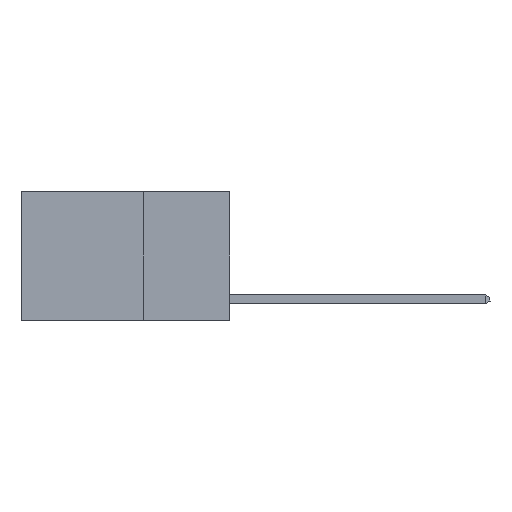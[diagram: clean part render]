
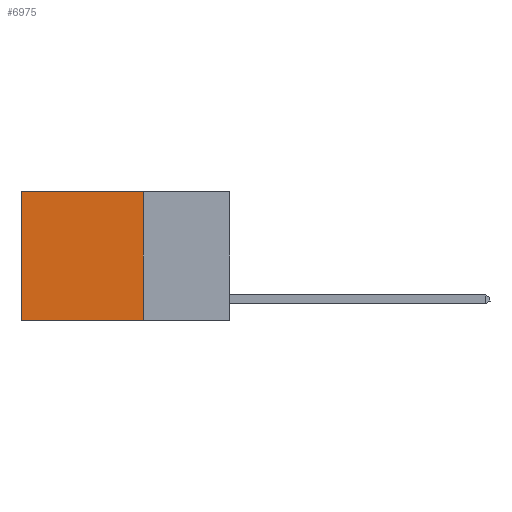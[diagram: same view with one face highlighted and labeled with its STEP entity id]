
A CAD part, left-side view. The second image highlights one B-rep face of the part: STEP entity #6975.
In plain terms, the highlighted planar face has unit normal (-1, 0, 0).
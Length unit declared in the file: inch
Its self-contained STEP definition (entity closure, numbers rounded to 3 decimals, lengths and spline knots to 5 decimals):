
#321 = LINE ( 'NONE', #15265, #4042 ) ;
#1550 = VECTOR ( 'NONE', #19762, 39.37008 ) ;
#1614 = DIRECTION ( 'NONE',  ( 0., 1., 0. ) ) ;
#2478 = DIRECTION ( 'NONE',  ( 1., 0., 0. ) ) ;
#3682 = VECTOR ( 'NONE', #9008, 39.37008 ) ;
#4042 = VECTOR ( 'NONE', #18352, 39.37008 ) ;
#5044 = VERTEX_POINT ( 'NONE', #12775 ) ;
#5876 = VERTEX_POINT ( 'NONE', #12467 ) ;
#6340 = ORIENTED_EDGE ( 'NONE', *, *, #13413, .F. ) ;
#6975 = ADVANCED_FACE ( 'NONE', ( #17182 ), #7149, .F. ) ;
#7149 = PLANE ( 'NONE',  #7659 ) ;
#7659 = AXIS2_PLACEMENT_3D ( 'NONE', #11893, #2478, #13456 ) ;
#8213 = EDGE_CURVE ( 'NONE', #5876, #12532, #15665, .T. ) ;
#8249 = VERTEX_POINT ( 'NONE', #16867 ) ;
#9008 = DIRECTION ( 'NONE',  ( 0., 0., -1. ) ) ;
#9942 = LINE ( 'NONE', #18187, #1550 ) ;
#11232 = CARTESIAN_POINT ( 'NONE',  ( 0.2625, 0.25, -0.37 ) ) ;
#11822 = ORIENTED_EDGE ( 'NONE', *, *, #8213, .F. ) ;
#11893 = CARTESIAN_POINT ( 'NONE',  ( 0.2625, 0.25, 0. ) ) ;
#11923 = ORIENTED_EDGE ( 'NONE', *, *, #19126, .T. ) ;
#12467 = CARTESIAN_POINT ( 'NONE',  ( 0.2625, 0.25, 0. ) ) ;
#12532 = VERTEX_POINT ( 'NONE', #15350 ) ;
#12775 = CARTESIAN_POINT ( 'NONE',  ( 0.2625, 0.6, -0.37 ) ) ;
#12927 = VECTOR ( 'NONE', #1614, 39.37008 ) ;
#13413 = EDGE_CURVE ( 'NONE', #12532, #5044, #13415, .T. ) ;
#13415 = LINE ( 'NONE', #11232, #12927 ) ;
#13456 = DIRECTION ( 'NONE',  ( 0., 0., -1. ) ) ;
#14642 = ORIENTED_EDGE ( 'NONE', *, *, #19782, .T. ) ;
#15265 = CARTESIAN_POINT ( 'NONE',  ( 0.2625, 0.6, 0. ) ) ;
#15350 = CARTESIAN_POINT ( 'NONE',  ( 0.2625, 0.25, -0.37 ) ) ;
#15665 = LINE ( 'NONE', #19834, #3682 ) ;
#16867 = CARTESIAN_POINT ( 'NONE',  ( 0.2625, 0.6, 0. ) ) ;
#17182 = FACE_OUTER_BOUND ( 'NONE', #19537, .T. ) ;
#18187 = CARTESIAN_POINT ( 'NONE',  ( 0.2625, 0.25, 0. ) ) ;
#18352 = DIRECTION ( 'NONE',  ( 0., 0., -1. ) ) ;
#19126 = EDGE_CURVE ( 'NONE', #8249, #5044, #321, .T. ) ;
#19537 = EDGE_LOOP ( 'NONE', ( #11923, #6340, #11822, #14642 ) ) ;
#19762 = DIRECTION ( 'NONE',  ( 0., 1., 0. ) ) ;
#19782 = EDGE_CURVE ( 'NONE', #5876, #8249, #9942, .T. ) ;
#19834 = CARTESIAN_POINT ( 'NONE',  ( 0.2625, 0.25, 0. ) ) ;
